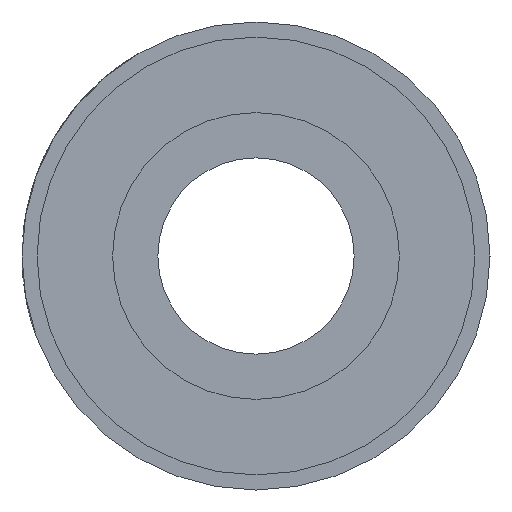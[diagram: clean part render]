
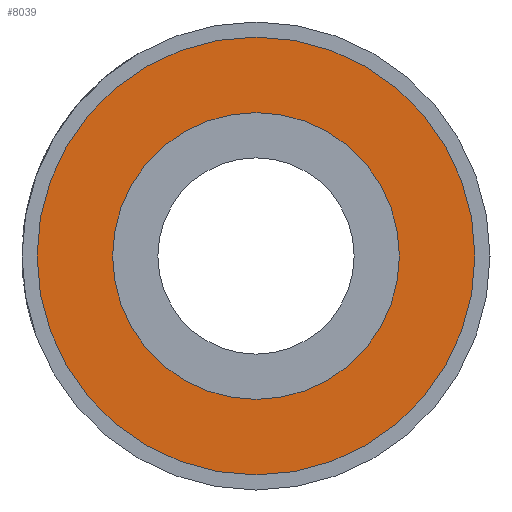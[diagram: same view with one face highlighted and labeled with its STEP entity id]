
A CAD part, left-side view. The second image highlights one B-rep face of the part: STEP entity #8039.
In plain terms, the highlighted planar face has unit normal (-1, 0, 0).
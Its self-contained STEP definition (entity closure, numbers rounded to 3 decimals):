
#401 = ORIENTED_EDGE ( 'NONE', *, *, #5433, .F. ) ;
#535 = CARTESIAN_POINT ( 'NONE',  ( 0., 0., 0. ) ) ;
#970 = CIRCLE ( 'NONE', #5639, 9.5 ) ;
#992 = DIRECTION ( 'NONE',  ( 1., 0., 0. ) ) ;
#1074 = DIRECTION ( 'NONE',  ( -1., 0., 0. ) ) ;
#1398 = CARTESIAN_POINT ( 'NONE',  ( 0., 0., -14.5 ) ) ;
#1544 = VERTEX_POINT ( 'NONE', #7155 ) ;
#1659 = DIRECTION ( 'NONE',  ( 0., 0., 1. ) ) ;
#2200 = VERTEX_POINT ( 'NONE', #2492 ) ;
#2449 = DIRECTION ( 'NONE',  ( 0., 0., 1. ) ) ;
#2492 = CARTESIAN_POINT ( 'NONE',  ( 0., 0., 9.5 ) ) ;
#2770 = CARTESIAN_POINT ( 'NONE',  ( 0., 0., 0. ) ) ;
#2849 = CIRCLE ( 'NONE', #3523, 14.5 ) ;
#2912 = PLANE ( 'NONE',  #5260 ) ;
#3071 = DIRECTION ( 'NONE',  ( -1., 0., 0. ) ) ;
#3261 = CARTESIAN_POINT ( 'NONE',  ( 0., 0., 14.5 ) ) ;
#3299 = EDGE_CURVE ( 'NONE', #1544, #2200, #6966, .T. ) ;
#3505 = DIRECTION ( 'NONE',  ( 0., 0., -1. ) ) ;
#3523 = AXIS2_PLACEMENT_3D ( 'NONE', #6244, #3071, #2449 ) ;
#3590 = CARTESIAN_POINT ( 'NONE',  ( 0., 0., 0. ) ) ;
#3652 = CIRCLE ( 'NONE', #6695, 14.5 ) ;
#3685 = VERTEX_POINT ( 'NONE', #3261 ) ;
#4539 = EDGE_CURVE ( 'NONE', #3685, #7556, #3652, .T. ) ;
#4694 = DIRECTION ( 'NONE',  ( 0., 0., 1. ) ) ;
#4810 = EDGE_LOOP ( 'NONE', ( #401, #5431 ) ) ;
#5162 = CARTESIAN_POINT ( 'NONE',  ( 0., 0., 0. ) ) ;
#5242 = AXIS2_PLACEMENT_3D ( 'NONE', #2770, #5316, #4694 ) ;
#5260 = AXIS2_PLACEMENT_3D ( 'NONE', #3590, #992, #3505 ) ;
#5279 = DIRECTION ( 'NONE',  ( 0., 0., 1. ) ) ;
#5316 = DIRECTION ( 'NONE',  ( -1., 0., 0. ) ) ;
#5431 = ORIENTED_EDGE ( 'NONE', *, *, #3299, .F. ) ;
#5433 = EDGE_CURVE ( 'NONE', #2200, #1544, #970, .T. ) ;
#5490 = ORIENTED_EDGE ( 'NONE', *, *, #4539, .T. ) ;
#5541 = FACE_OUTER_BOUND ( 'NONE', #5592, .T. ) ;
#5592 = EDGE_LOOP ( 'NONE', ( #5490, #7567 ) ) ;
#5639 = AXIS2_PLACEMENT_3D ( 'NONE', #535, #1074, #1659 ) ;
#6045 = FACE_BOUND ( 'NONE', #4810, .T. ) ;
#6244 = CARTESIAN_POINT ( 'NONE',  ( 0., 0., 0. ) ) ;
#6457 = DIRECTION ( 'NONE',  ( -1., 0., 0. ) ) ;
#6695 = AXIS2_PLACEMENT_3D ( 'NONE', #5162, #6457, #5279 ) ;
#6966 = CIRCLE ( 'NONE', #5242, 9.5 ) ;
#6999 = EDGE_CURVE ( 'NONE', #7556, #3685, #2849, .T. ) ;
#7155 = CARTESIAN_POINT ( 'NONE',  ( 0., 0., -9.5 ) ) ;
#7556 = VERTEX_POINT ( 'NONE', #1398 ) ;
#7567 = ORIENTED_EDGE ( 'NONE', *, *, #6999, .T. ) ;
#8039 = ADVANCED_FACE ( 'NONE', ( #6045, #5541 ), #2912, .F. ) ;
